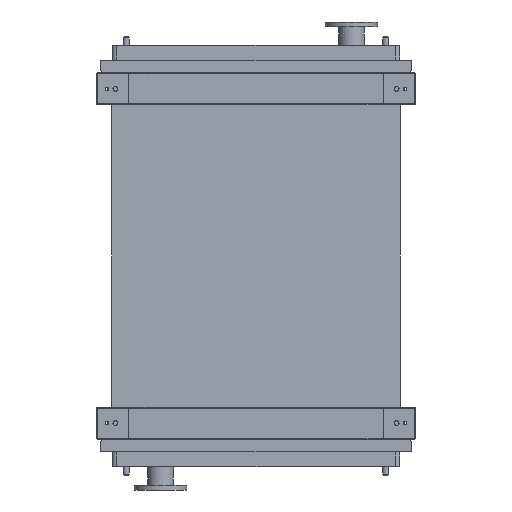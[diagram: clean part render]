
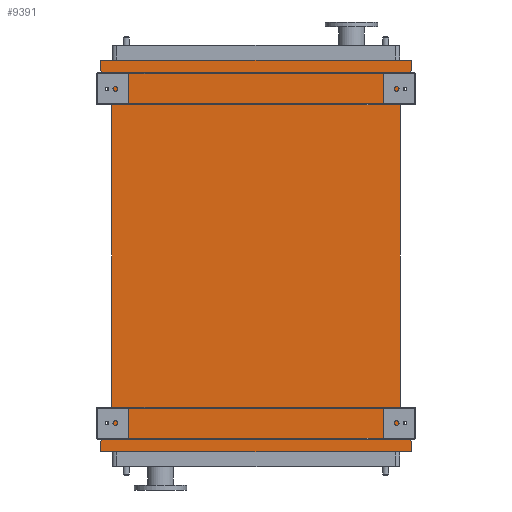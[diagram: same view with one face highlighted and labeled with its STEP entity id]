
A CAD part, front view. The second image highlights one B-rep face of the part: STEP entity #9391.
In plain terms, the highlighted planar face has unit normal (0, -1, 0).
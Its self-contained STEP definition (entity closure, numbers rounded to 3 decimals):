
#1026 = CARTESIAN_POINT ( 'NONE',  ( 651., 0., 95. ) ) ;
#1049 = LINE ( 'NONE', #19866, #6339 ) ;
#1072 = EDGE_LOOP ( 'NONE', ( #6297, #6410, #5798, #5820, #6407, #5848, #6070, #6054, #6199, #6176, #6270, #6600 ) ) ;
#1083 = DIRECTION ( 'NONE',  ( -0.655, 0., -0.755 ) ) ;
#1225 = CARTESIAN_POINT ( 'NONE',  ( 651., 0., 53. ) ) ;
#1457 = LINE ( 'NONE', #14575, #7371 ) ;
#1817 = VERTEX_POINT ( 'NONE', #23792 ) ;
#2298 = LINE ( 'NONE', #20513, #16675 ) ;
#2932 = LINE ( 'NONE', #20663, #12596 ) ;
#2948 = CARTESIAN_POINT ( 'NONE',  ( 605., 0., -1450. ) ) ;
#3286 = LINE ( 'NONE', #23484, #21552 ) ;
#3593 = LINE ( 'NONE', #5760, #3666 ) ;
#3666 = VECTOR ( 'NONE', #5901, 1000. ) ;
#3907 = VECTOR ( 'NONE', #18664, 1000. ) ;
#3940 = EDGE_CURVE ( 'NONE', #4564, #23801, #3593, .T. ) ;
#4408 = CARTESIAN_POINT ( 'NONE',  ( -605., 0., -1450. ) ) ;
#4500 = LINE ( 'NONE', #18634, #3907 ) ;
#4564 = VERTEX_POINT ( 'NONE', #9177 ) ;
#4748 = DIRECTION ( 'NONE',  ( 0., 0., -1. ) ) ;
#4752 = DIRECTION ( 'NONE',  ( 0., -1., 0. ) ) ;
#4778 = CARTESIAN_POINT ( 'NONE',  ( -605., 0., -1450. ) ) ;
#4915 = PLANE ( 'NONE',  #9734 ) ;
#5070 = CARTESIAN_POINT ( 'NONE',  ( 605., 0., -1450. ) ) ;
#5312 = EDGE_CURVE ( 'NONE', #18528, #22109, #1457, .T. ) ;
#5718 = DIRECTION ( 'NONE',  ( 0., 0., 1. ) ) ;
#5760 = CARTESIAN_POINT ( 'NONE',  ( -651., 0., 95. ) ) ;
#5798 = ORIENTED_EDGE ( 'NONE', *, *, #6498, .F. ) ;
#5820 = ORIENTED_EDGE ( 'NONE', *, *, #3940, .F. ) ;
#5848 = ORIENTED_EDGE ( 'NONE', *, *, #6640, .F. ) ;
#5901 = DIRECTION ( 'NONE',  ( 1., 0., 0. ) ) ;
#6054 = ORIENTED_EDGE ( 'NONE', *, *, #6645, .F. ) ;
#6070 = ORIENTED_EDGE ( 'NONE', *, *, #5312, .F. ) ;
#6176 = ORIENTED_EDGE ( 'NONE', *, *, #6688, .F. ) ;
#6199 = ORIENTED_EDGE ( 'NONE', *, *, #6682, .F. ) ;
#6270 = ORIENTED_EDGE ( 'NONE', *, *, #6751, .F. ) ;
#6297 = ORIENTED_EDGE ( 'NONE', *, *, #6343, .T. ) ;
#6339 = VECTOR ( 'NONE', #20417, 1000. ) ;
#6343 = EDGE_CURVE ( 'NONE', #23498, #1817, #7607, .T. ) ;
#6407 = ORIENTED_EDGE ( 'NONE', *, *, #6541, .F. ) ;
#6410 = ORIENTED_EDGE ( 'NONE', *, *, #6420, .F. ) ;
#6420 = EDGE_CURVE ( 'NONE', #18849, #1817, #19092, .T. ) ;
#6498 = EDGE_CURVE ( 'NONE', #23801, #18849, #3286, .T. ) ;
#6541 = EDGE_CURVE ( 'NONE', #19682, #4564, #7275, .T. ) ;
#6600 = ORIENTED_EDGE ( 'NONE', *, *, #6863, .F. ) ;
#6640 = EDGE_CURVE ( 'NONE', #22109, #19682, #2932, .T. ) ;
#6645 = EDGE_CURVE ( 'NONE', #14284, #18528, #2298, .T. ) ;
#6682 = EDGE_CURVE ( 'NONE', #19796, #14284, #1049, .T. ) ;
#6688 = EDGE_CURVE ( 'NONE', #22405, #19796, #7586, .T. ) ;
#6751 = EDGE_CURVE ( 'NONE', #21058, #22405, #4500, .T. ) ;
#6793 = CARTESIAN_POINT ( 'NONE',  ( 651., 0., -1503. ) ) ;
#6863 = EDGE_CURVE ( 'NONE', #23498, #21058, #11098, .T. ) ;
#7275 = LINE ( 'NONE', #22852, #16417 ) ;
#7371 = VECTOR ( 'NONE', #14551, 1000. ) ;
#7586 = LINE ( 'NONE', #19819, #10806 ) ;
#7607 = LINE ( 'NONE', #5070, #17224 ) ;
#9122 = CARTESIAN_POINT ( 'NONE',  ( -651., 0., -1503. ) ) ;
#9177 = CARTESIAN_POINT ( 'NONE',  ( -651., 0., 95. ) ) ;
#9391 = ADVANCED_FACE ( 'NONE', ( #20756 ), #4915, .T. ) ;
#9639 = VECTOR ( 'NONE', #1083, 1000. ) ;
#9734 = AXIS2_PLACEMENT_3D ( 'NONE', #4778, #4752, #4748 ) ;
#10504 = VECTOR ( 'NONE', #17276, 1000. ) ;
#10806 = VECTOR ( 'NONE', #19848, 1000. ) ;
#11031 = CARTESIAN_POINT ( 'NONE',  ( 651., 0., -1545. ) ) ;
#11098 = LINE ( 'NONE', #17204, #10504 ) ;
#12596 = VECTOR ( 'NONE', #20564, 1000. ) ;
#13477 = CARTESIAN_POINT ( 'NONE',  ( -605., 0., 0. ) ) ;
#14284 = VERTEX_POINT ( 'NONE', #9122 ) ;
#14551 = DIRECTION ( 'NONE',  ( 0., 0., 1. ) ) ;
#14575 = CARTESIAN_POINT ( 'NONE',  ( -605., 0., -1450. ) ) ;
#16018 = CARTESIAN_POINT ( 'NONE',  ( -651., 0., -1545. ) ) ;
#16417 = VECTOR ( 'NONE', #22774, 1000. ) ;
#16606 = CARTESIAN_POINT ( 'NONE',  ( 651., 0., 53. ) ) ;
#16675 = VECTOR ( 'NONE', #20409, 1000. ) ;
#17204 = CARTESIAN_POINT ( 'NONE',  ( 605., 0., -1450. ) ) ;
#17224 = VECTOR ( 'NONE', #5718, 1000. ) ;
#17276 = DIRECTION ( 'NONE',  ( 0.655, 0., -0.755 ) ) ;
#17667 = CARTESIAN_POINT ( 'NONE',  ( -651., 0., 53. ) ) ;
#18528 = VERTEX_POINT ( 'NONE', #4408 ) ;
#18634 = CARTESIAN_POINT ( 'NONE',  ( 651., 0., -1503. ) ) ;
#18664 = DIRECTION ( 'NONE',  ( 0., 0., -1. ) ) ;
#18849 = VERTEX_POINT ( 'NONE', #16606 ) ;
#19092 = LINE ( 'NONE', #1225, #9639 ) ;
#19682 = VERTEX_POINT ( 'NONE', #17667 ) ;
#19796 = VERTEX_POINT ( 'NONE', #16018 ) ;
#19819 = CARTESIAN_POINT ( 'NONE',  ( 651., 0., -1545. ) ) ;
#19848 = DIRECTION ( 'NONE',  ( -1., 0., 0. ) ) ;
#19866 = CARTESIAN_POINT ( 'NONE',  ( -651., 0., -1545. ) ) ;
#20409 = DIRECTION ( 'NONE',  ( 0.655, 0., 0.755 ) ) ;
#20417 = DIRECTION ( 'NONE',  ( 0., 0., 1. ) ) ;
#20513 = CARTESIAN_POINT ( 'NONE',  ( -651., 0., -1503. ) ) ;
#20564 = DIRECTION ( 'NONE',  ( -0.655, 0., 0.755 ) ) ;
#20663 = CARTESIAN_POINT ( 'NONE',  ( -605., 0., 0. ) ) ;
#20756 = FACE_OUTER_BOUND ( 'NONE', #1072, .T. ) ;
#21058 = VERTEX_POINT ( 'NONE', #6793 ) ;
#21552 = VECTOR ( 'NONE', #23675, 1000. ) ;
#22109 = VERTEX_POINT ( 'NONE', #13477 ) ;
#22405 = VERTEX_POINT ( 'NONE', #11031 ) ;
#22774 = DIRECTION ( 'NONE',  ( 0., 0., 1. ) ) ;
#22852 = CARTESIAN_POINT ( 'NONE',  ( -651., 0., 53. ) ) ;
#23484 = CARTESIAN_POINT ( 'NONE',  ( 651., 0., 95. ) ) ;
#23498 = VERTEX_POINT ( 'NONE', #2948 ) ;
#23675 = DIRECTION ( 'NONE',  ( 0., 0., -1. ) ) ;
#23792 = CARTESIAN_POINT ( 'NONE',  ( 605., 0., 0. ) ) ;
#23801 = VERTEX_POINT ( 'NONE', #1026 ) ;
